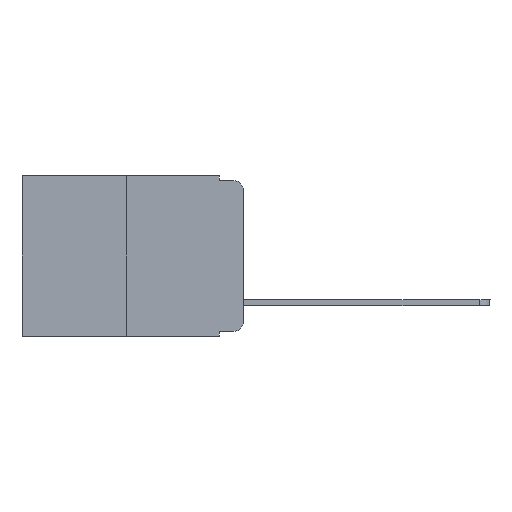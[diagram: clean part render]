
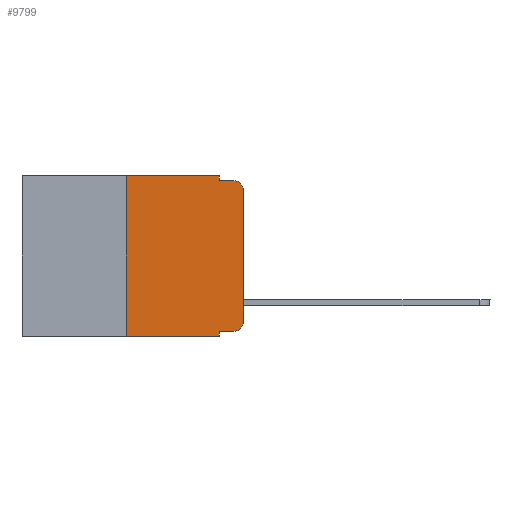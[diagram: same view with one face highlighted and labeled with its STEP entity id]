
A CAD part, left-side view. The second image highlights one B-rep face of the part: STEP entity #9799.
In plain terms, the highlighted planar face has unit normal (-1, 0, 0).
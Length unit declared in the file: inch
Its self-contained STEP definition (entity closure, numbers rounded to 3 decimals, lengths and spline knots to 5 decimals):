
#126 = CARTESIAN_POINT ( 'NONE',  ( 0., 0.051, -0.01 ) ) ;
#421 = ORIENTED_EDGE ( 'NONE', *, *, #740, .T. ) ;
#740 = EDGE_CURVE ( 'NONE', #9429, #2263, #3624, .T. ) ;
#847 = DIRECTION ( 'NONE',  ( 0., -1., 0. ) ) ;
#978 = DIRECTION ( 'NONE',  ( 1., 0., 0. ) ) ;
#1222 = VERTEX_POINT ( 'NONE', #1932 ) ;
#1319 = EDGE_CURVE ( 'NONE', #8996, #2591, #2916, .T. ) ;
#1367 = CARTESIAN_POINT ( 'NONE',  ( 0., 0.02, -0.333 ) ) ;
#1600 = LINE ( 'NONE', #9669, #9404 ) ;
#1721 = DIRECTION ( 'NONE',  ( 0., 0., -1. ) ) ;
#1837 = LINE ( 'NONE', #6078, #4785 ) ;
#1866 = EDGE_CURVE ( 'NONE', #10659, #1222, #9391, .T. ) ;
#1891 = DIRECTION ( 'NONE',  ( 0., -1., 0. ) ) ;
#1932 = CARTESIAN_POINT ( 'NONE',  ( 0., 0.25, 0. ) ) ;
#1957 = CARTESIAN_POINT ( 'NONE',  ( 0., 0.02, -0.03 ) ) ;
#2142 = VECTOR ( 'NONE', #10936, 39.37008 ) ;
#2248 = ORIENTED_EDGE ( 'NONE', *, *, #9047, .F. ) ;
#2263 = VERTEX_POINT ( 'NONE', #1367 ) ;
#2367 = EDGE_CURVE ( 'NONE', #2591, #3319, #3340, .T. ) ;
#2470 = CARTESIAN_POINT ( 'NONE',  ( 0., 0.25, -0.343 ) ) ;
#2556 = CIRCLE ( 'NONE', #6987, 0.02 ) ;
#2591 = VERTEX_POINT ( 'NONE', #126 ) ;
#2660 = DIRECTION ( 'NONE',  ( 0., 0., -1. ) ) ;
#2817 = DIRECTION ( 'NONE',  ( 0., 0., 1. ) ) ;
#2916 = LINE ( 'NONE', #6466, #2142 ) ;
#2942 = DIRECTION ( 'NONE',  ( -1., 0., 0. ) ) ;
#3115 = EDGE_CURVE ( 'NONE', #10659, #4522, #8170, .T. ) ;
#3170 = EDGE_LOOP ( 'NONE', ( #3915, #5473, #5981, #10097, #8717, #5653, #9648, #2248, #421, #4988 ) ) ;
#3319 = VERTEX_POINT ( 'NONE', #8718 ) ;
#3340 = LINE ( 'NONE', #4492, #10512 ) ;
#3508 = CIRCLE ( 'NONE', #5021, 0.02 ) ;
#3590 = FACE_OUTER_BOUND ( 'NONE', #3170, .T. ) ;
#3624 = LINE ( 'NONE', #10022, #8361 ) ;
#3835 = EDGE_CURVE ( 'NONE', #2263, #9608, #3508, .T. ) ;
#3915 = ORIENTED_EDGE ( 'NONE', *, *, #10815, .T. ) ;
#4332 = CARTESIAN_POINT ( 'NONE',  ( 0., 0.051, 0. ) ) ;
#4492 = CARTESIAN_POINT ( 'NONE',  ( 0., 0.051, -0.01 ) ) ;
#4522 = VERTEX_POINT ( 'NONE', #6541 ) ;
#4694 = CARTESIAN_POINT ( 'NONE',  ( 0., 0., 0. ) ) ;
#4721 = CARTESIAN_POINT ( 'NONE',  ( 0., 0., -0.03 ) ) ;
#4785 = VECTOR ( 'NONE', #847, 39.37008 ) ;
#4988 = ORIENTED_EDGE ( 'NONE', *, *, #3835, .T. ) ;
#5021 = AXIS2_PLACEMENT_3D ( 'NONE', #5115, #5172, #2660 ) ;
#5115 = CARTESIAN_POINT ( 'NONE',  ( 0., 0.02, -0.313 ) ) ;
#5135 = DIRECTION ( 'NONE',  ( 0., 0., -1. ) ) ;
#5172 = DIRECTION ( 'NONE',  ( -1., 0., 0. ) ) ;
#5473 = ORIENTED_EDGE ( 'NONE', *, *, #9170, .T. ) ;
#5653 = ORIENTED_EDGE ( 'NONE', *, *, #1866, .F. ) ;
#5981 = ORIENTED_EDGE ( 'NONE', *, *, #2367, .F. ) ;
#5990 = CARTESIAN_POINT ( 'NONE',  ( 0., 0.473, 0. ) ) ;
#6006 = DIRECTION ( 'NONE',  ( 0., -1., 0. ) ) ;
#6069 = VECTOR ( 'NONE', #2817, 39.37008 ) ;
#6078 = CARTESIAN_POINT ( 'NONE',  ( 0., 0.473, 0. ) ) ;
#6415 = VECTOR ( 'NONE', #6562, 39.37008 ) ;
#6466 = CARTESIAN_POINT ( 'NONE',  ( 0., 0.051, 0. ) ) ;
#6541 = CARTESIAN_POINT ( 'NONE',  ( 0., 0.051, -0.343 ) ) ;
#6562 = DIRECTION ( 'NONE',  ( 0., 0., 1. ) ) ;
#6825 = CARTESIAN_POINT ( 'NONE',  ( 0., 0.051, -0.333 ) ) ;
#6987 = AXIS2_PLACEMENT_3D ( 'NONE', #1957, #2942, #7128 ) ;
#7120 = CARTESIAN_POINT ( 'NONE',  ( 0., 0.473, -0.343 ) ) ;
#7128 = DIRECTION ( 'NONE',  ( 0., 0., -1. ) ) ;
#7381 = CARTESIAN_POINT ( 'NONE',  ( 0., 0.25, 0. ) ) ;
#7796 = PLANE ( 'NONE',  #10317 ) ;
#8170 = LINE ( 'NONE', #7120, #10763 ) ;
#8361 = VECTOR ( 'NONE', #10886, 39.37008 ) ;
#8717 = ORIENTED_EDGE ( 'NONE', *, *, #10243, .F. ) ;
#8718 = CARTESIAN_POINT ( 'NONE',  ( 0., 0.02, -0.01 ) ) ;
#8771 = VERTEX_POINT ( 'NONE', #4721 ) ;
#8996 = VERTEX_POINT ( 'NONE', #4332 ) ;
#9047 = EDGE_CURVE ( 'NONE', #9429, #4522, #1600, .T. ) ;
#9170 = EDGE_CURVE ( 'NONE', #8771, #3319, #2556, .T. ) ;
#9391 = LINE ( 'NONE', #7381, #6415 ) ;
#9404 = VECTOR ( 'NONE', #1721, 39.37008 ) ;
#9429 = VERTEX_POINT ( 'NONE', #6825 ) ;
#9608 = VERTEX_POINT ( 'NONE', #10774 ) ;
#9648 = ORIENTED_EDGE ( 'NONE', *, *, #3115, .T. ) ;
#9669 = CARTESIAN_POINT ( 'NONE',  ( 0., 0.051, 0. ) ) ;
#9799 = ADVANCED_FACE ( 'NONE', ( #3590 ), #7796, .F. ) ;
#10022 = CARTESIAN_POINT ( 'NONE',  ( 0., 0.051, -0.333 ) ) ;
#10097 = ORIENTED_EDGE ( 'NONE', *, *, #1319, .F. ) ;
#10243 = EDGE_CURVE ( 'NONE', #1222, #8996, #1837, .T. ) ;
#10317 = AXIS2_PLACEMENT_3D ( 'NONE', #5990, #978, #5135 ) ;
#10512 = VECTOR ( 'NONE', #6006, 39.37008 ) ;
#10659 = VERTEX_POINT ( 'NONE', #2470 ) ;
#10763 = VECTOR ( 'NONE', #1891, 39.37008 ) ;
#10774 = CARTESIAN_POINT ( 'NONE',  ( 0., 0., -0.313 ) ) ;
#10815 = EDGE_CURVE ( 'NONE', #9608, #8771, #10887, .T. ) ;
#10886 = DIRECTION ( 'NONE',  ( 0., -1., 0. ) ) ;
#10887 = LINE ( 'NONE', #4694, #6069 ) ;
#10936 = DIRECTION ( 'NONE',  ( 0., 0., -1. ) ) ;
